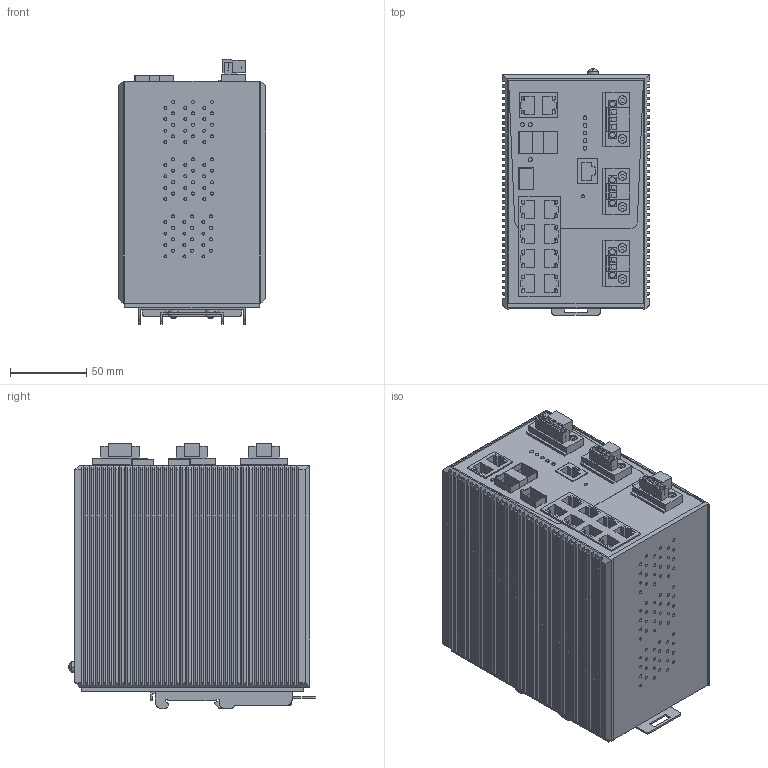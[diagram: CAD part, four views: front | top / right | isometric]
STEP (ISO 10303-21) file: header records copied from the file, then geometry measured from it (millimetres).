
FILE_DESCRIPTION(('CATIA V5 STEP Exchange','CAx-IF Rec.Pracs.--- Model Styling and Organization---1.4--- 2014-01-23'),'2;1');
FILE_NAME ('D1502291_1', '2021-12-17T08:28:14+00:00', ('none'), ('Weidmueller'), 'CATIA Version 5-6 Release 2016 SP3 HF44', 'CATIA V5 STEP AP214', 'none');
FILE_SCHEMA(('AUTOMOTIVE_DESIGN { 1 0 10303 214 1 1 1 1 }'));
Products named in the file (1): S3D_IE_SW_SL10M_7TX_3GC_LV
Bounding box: 96.4 x 161.64 x 174 mm (x, y, z)
Volume: 2120312.6 mm3; surface area: 215875 mm2
Topology: 49 solids, 49 shells, 2487 faces, 6326 edges, 4191 vertices
Faces by surface type: plane 1786, cylinder 570, extrusion 93, cone 28, revolution 8, sphere 2
Entity records: 73303 total; most frequent: CARTESIAN_POINT 15274, ORIENTED_EDGE 12652, DIRECTION 8835, EDGE_CURVE 6303, VECTOR 4598, LINE 4505, VERTEX_POINT 4163, EDGE_LOOP 2781
